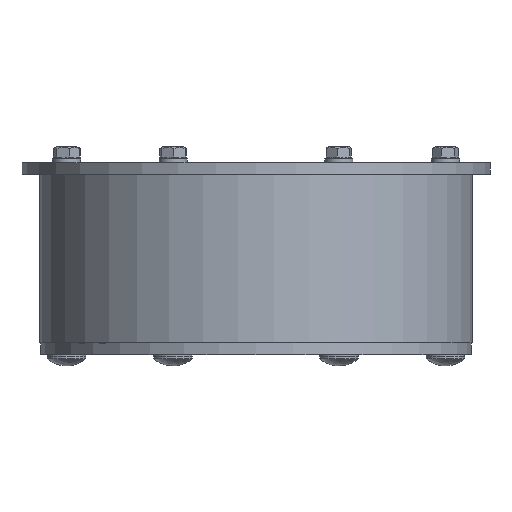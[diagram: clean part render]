
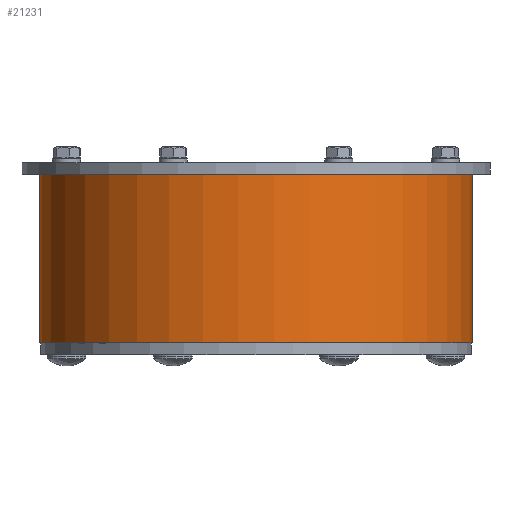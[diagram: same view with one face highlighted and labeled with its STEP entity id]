
A CAD part, front view. The second image highlights one B-rep face of the part: STEP entity #21231.
In plain terms, the highlighted cylindrical face has radius 92.5 mm (diameter 185 mm), a partial arc.
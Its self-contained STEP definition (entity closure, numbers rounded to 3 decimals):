
#7014=CARTESIAN_POINT('',(92.499,-0.5,72.0));
#7015=VERTEX_POINT('',#7014);
#7016=CARTESIAN_POINT('',(-92.499,-0.5,72.0));
#7017=VERTEX_POINT('',#7016);
#7018=CARTESIAN_POINT('',(0.0,0.0,72.0));
#7019=DIRECTION('',(0.0,0.0,1.0));
#7020=DIRECTION('',(-1.,0.005,0.0));
#7021=AXIS2_PLACEMENT_3D('',#7018,#7019,#7020);
#7022=CIRCLE('',#7021,92.5);
#7023=EDGE_CURVE('',#7015,#7017,#7022,.T.);
#21139=CARTESIAN_POINT('',(92.499,-0.5,0.0));
#21140=VERTEX_POINT('',#21139);
#21149=CARTESIAN_POINT('',(92.499,-0.5,0.0));
#21150=DIRECTION('',(0.0,0.0,1.0));
#21151=VECTOR('',#21150,72.0);
#21152=LINE('',#21149,#21151);
#21153=EDGE_CURVE('',#21140,#7015,#21152,.T.);
#21195=CARTESIAN_POINT('',(-92.499,-0.5,0.0));
#21196=VERTEX_POINT('',#21195);
#21205=CARTESIAN_POINT('',(-92.499,-0.5,0.0));
#21206=DIRECTION('',(0.0,0.0,1.0));
#21207=VECTOR('',#21206,72.0);
#21208=LINE('',#21205,#21207);
#21209=EDGE_CURVE('',#21196,#7017,#21208,.T.);
#21214=CARTESIAN_POINT('',(0.0,0.0,0.0));
#21215=DIRECTION('',(0.0,0.0,1.0));
#21216=DIRECTION('',(-1.,0.005,0.0));
#21217=AXIS2_PLACEMENT_3D('',#21214,#21215,#21216);
#21218=CYLINDRICAL_SURFACE('',#21217,92.5);
#21219=CARTESIAN_POINT('',(0.0,0.0,0.0));
#21220=DIRECTION('',(0.0,0.0,-1.0));
#21221=DIRECTION('',(-1.,0.005,0.0));
#21222=AXIS2_PLACEMENT_3D('',#21219,#21220,#21221);
#21223=CIRCLE('',#21222,92.5);
#21224=EDGE_CURVE('',#21196,#21140,#21223,.T.);
#21225=ORIENTED_EDGE('',*,*,#21224,.F.);
#21226=ORIENTED_EDGE('',*,*,#21209,.T.);
#21227=ORIENTED_EDGE('',*,*,#7023,.F.);
#21228=ORIENTED_EDGE('',*,*,#21153,.F.);
#21229=EDGE_LOOP('',(#21225,#21226,#21227,#21228));
#21230=FACE_OUTER_BOUND('',#21229,.T.);
#21231=ADVANCED_FACE('',(#21230),#21218,.T.);
